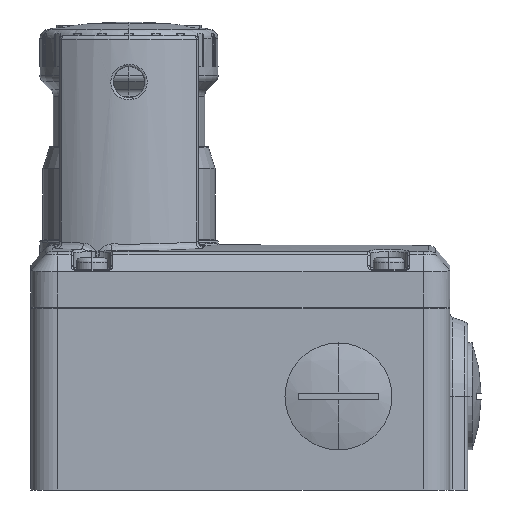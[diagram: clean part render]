
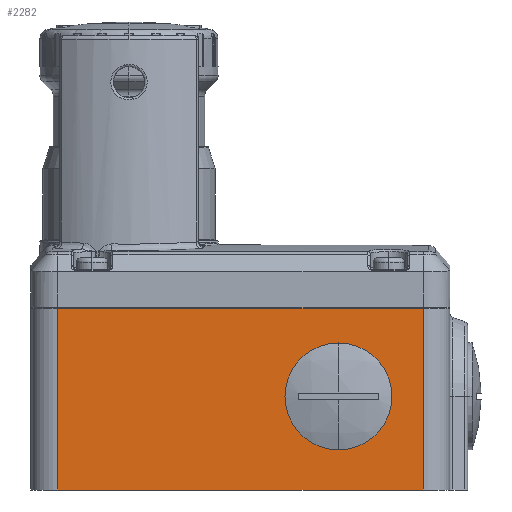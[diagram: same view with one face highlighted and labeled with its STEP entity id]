
A CAD part, left-side view. The second image highlights one B-rep face of the part: STEP entity #2282.
In plain terms, the highlighted planar face has unit normal (-1, 0, 0).
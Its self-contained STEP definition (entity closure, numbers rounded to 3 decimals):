
#2282 = ADVANCED_FACE ( 'NONE', ( #28357 ), #18079, .F. ) ;
#2532 = VECTOR ( 'NONE', #22479, 1000. ) ;
#3099 = CARTESIAN_POINT ( 'NONE',  ( -33., 41., 20.3 ) ) ;
#3387 = DIRECTION ( 'NONE',  ( 1., 0., 0. ) ) ;
#3454 = CARTESIAN_POINT ( 'NONE',  ( -33., -41., 20.3 ) ) ;
#3838 = ORIENTED_EDGE ( 'NONE', *, *, #23964, .T. ) ;
#7895 = VECTOR ( 'NONE', #10478, 1000. ) ;
#8246 = CARTESIAN_POINT ( 'NONE',  ( -33., -47., 20.5 ) ) ;
#9855 = CARTESIAN_POINT ( 'NONE',  ( -33., -41., 20.5 ) ) ;
#10478 = DIRECTION ( 'NONE',  ( 0., 0., -1. ) ) ;
#10980 = LINE ( 'NONE', #3099, #30390 ) ;
#11611 = VERTEX_POINT ( 'NONE', #3454 ) ;
#12909 = DIRECTION ( 'NONE',  ( 0., 1., 0. ) ) ;
#14801 = DIRECTION ( 'NONE',  ( 0., 0., 1. ) ) ;
#15010 = ORIENTED_EDGE ( 'NONE', *, *, #25194, .T. ) ;
#15648 = LINE ( 'NONE', #9855, #27822 ) ;
#18079 = PLANE ( 'NONE',  #30697 ) ;
#18438 = EDGE_CURVE ( 'NONE', #25330, #11611, #15648, .T. ) ;
#19762 = VERTEX_POINT ( 'NONE', #28692 ) ;
#20275 = ORIENTED_EDGE ( 'NONE', *, *, #18438, .T. ) ;
#20533 = DIRECTION ( 'NONE',  ( 0., 0., -1. ) ) ;
#20753 = CARTESIAN_POINT ( 'NONE',  ( -33., -41., -20.5 ) ) ;
#20897 = VERTEX_POINT ( 'NONE', #25428 ) ;
#21308 = LINE ( 'NONE', #22680, #2532 ) ;
#22479 = DIRECTION ( 'NONE',  ( 0., -1., 0. ) ) ;
#22680 = CARTESIAN_POINT ( 'NONE',  ( -33., -47., -20.5 ) ) ;
#22773 = EDGE_LOOP ( 'NONE', ( #20275, #15010, #24317, #3838 ) ) ;
#23964 = EDGE_CURVE ( 'NONE', #20897, #25330, #21308, .T. ) ;
#24317 = ORIENTED_EDGE ( 'NONE', *, *, #30305, .T. ) ;
#25074 = CARTESIAN_POINT ( 'NONE',  ( -33., 41., 20.5 ) ) ;
#25194 = EDGE_CURVE ( 'NONE', #11611, #19762, #10980, .T. ) ;
#25330 = VERTEX_POINT ( 'NONE', #20753 ) ;
#25428 = CARTESIAN_POINT ( 'NONE',  ( -33., 41., -20.5 ) ) ;
#26592 = LINE ( 'NONE', #25074, #7895 ) ;
#27822 = VECTOR ( 'NONE', #14801, 1000. ) ;
#28357 = FACE_OUTER_BOUND ( 'NONE', #22773, .T. ) ;
#28692 = CARTESIAN_POINT ( 'NONE',  ( -33., 41., 20.3 ) ) ;
#30305 = EDGE_CURVE ( 'NONE', #19762, #20897, #26592, .T. ) ;
#30390 = VECTOR ( 'NONE', #12909, 1000. ) ;
#30697 = AXIS2_PLACEMENT_3D ( 'NONE', #8246, #3387, #20533 ) ;
